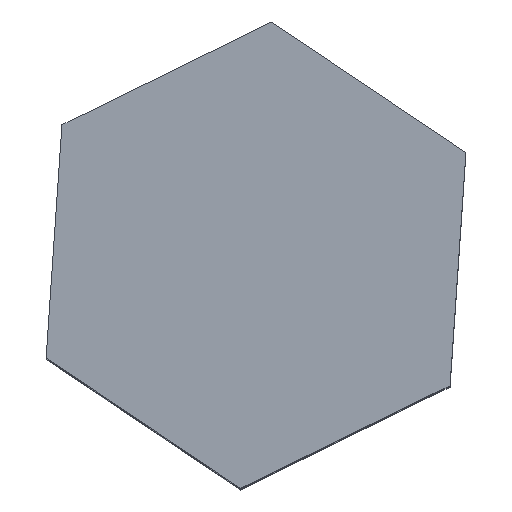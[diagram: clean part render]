
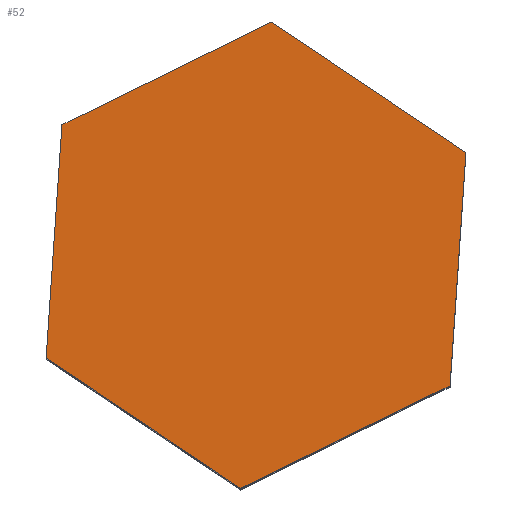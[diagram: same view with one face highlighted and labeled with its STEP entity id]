
A CAD part, top view. The second image highlights one B-rep face of the part: STEP entity #52.
In plain terms, the highlighted planar face has unit normal (0, 0, 1).
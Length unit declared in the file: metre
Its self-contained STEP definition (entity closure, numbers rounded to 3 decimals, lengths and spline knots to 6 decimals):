
#52 = ADVANCED_FACE( '', ( #115 ), #116, .T. );
#115 = FACE_OUTER_BOUND( '', #188, .T. );
#116 = PLANE( '', #189 );
#188 = EDGE_LOOP( '', ( #271, #272, #273, #274, #275, #276 ) );
#189 = AXIS2_PLACEMENT_3D( '', #277, #278, #279 );
#271 = ORIENTED_EDGE( '', *, *, #419, .F. );
#272 = ORIENTED_EDGE( '', *, *, #420, .F. );
#273 = ORIENTED_EDGE( '', *, *, #421, .F. );
#274 = ORIENTED_EDGE( '', *, *, #422, .F. );
#275 = ORIENTED_EDGE( '', *, *, #423, .F. );
#276 = ORIENTED_EDGE( '', *, *, #424, .F. );
#277 = CARTESIAN_POINT( '', ( -0.362613, 0.0508, 0.1651 ) );
#278 = DIRECTION( '', ( 0., 0., 1. ) );
#279 = DIRECTION( '', ( 1., 0., 0. ) );
#419 = EDGE_CURVE( '', #491, #492, #493, .T. );
#420 = EDGE_CURVE( '', #494, #491, #495, .T. );
#421 = EDGE_CURVE( '', #496, #494, #497, .T. );
#422 = EDGE_CURVE( '', #498, #496, #499, .T. );
#423 = EDGE_CURVE( '', #500, #498, #501, .T. );
#424 = EDGE_CURVE( '', #492, #500, #502, .T. );
#491 = VERTEX_POINT( '', #590 );
#492 = VERTEX_POINT( '', #591 );
#493 = LINE( '', #592, #593 );
#494 = VERTEX_POINT( '', #594 );
#495 = LINE( '', #595, #596 );
#496 = VERTEX_POINT( '', #597 );
#497 = LINE( '', #598, #599 );
#498 = VERTEX_POINT( '', #600 );
#499 = LINE( '', #601, #602 );
#500 = VERTEX_POINT( '', #603 );
#501 = LINE( '', #604, #605 );
#502 = LINE( '', #606, #607 );
#590 = CARTESIAN_POINT( '', ( -0.379348, 0.062048, 0.1651 ) );
#591 = CARTESIAN_POINT( '', ( -0.36124, 0.070917, 0.1651 ) );
#592 = CARTESIAN_POINT( '', ( -0.365767, 0.0687, 0.1651 ) );
#593 = VECTOR( '', #697, 1. );
#594 = CARTESIAN_POINT( '', ( -0.380722, 0.041931, 0.1651 ) );
#595 = CARTESIAN_POINT( '', ( -0.379692, 0.057019, 0.1651 ) );
#596 = VECTOR( '', #698, 1. );
#597 = CARTESIAN_POINT( '', ( -0.363986, 0.030683, 0.1651 ) );
#598 = CARTESIAN_POINT( '', ( -0.376538, 0.039119, 0.1651 ) );
#599 = VECTOR( '', #699, 1. );
#600 = CARTESIAN_POINT( '', ( -0.345878, 0.039552, 0.1651 ) );
#601 = CARTESIAN_POINT( '', ( -0.359459, 0.0329, 0.1651 ) );
#602 = VECTOR( '', #700, 1. );
#603 = CARTESIAN_POINT( '', ( -0.344504, 0.059669, 0.1651 ) );
#604 = CARTESIAN_POINT( '', ( -0.345534, 0.044581, 0.1651 ) );
#605 = VECTOR( '', #701, 1. );
#606 = CARTESIAN_POINT( '', ( -0.357056, 0.068105, 0.1651 ) );
#607 = VECTOR( '', #702, 1. );
#697 = DIRECTION( '', ( 0.898, 0.44, 0. ) );
#698 = DIRECTION( '', ( 0.068, 0.998, 0. ) );
#699 = DIRECTION( '', ( -0.83, 0.558, 0. ) );
#700 = DIRECTION( '', ( -0.898, -0.44, 0. ) );
#701 = DIRECTION( '', ( -0.068, -0.998, 0. ) );
#702 = DIRECTION( '', ( 0.83, -0.558, 0. ) );
